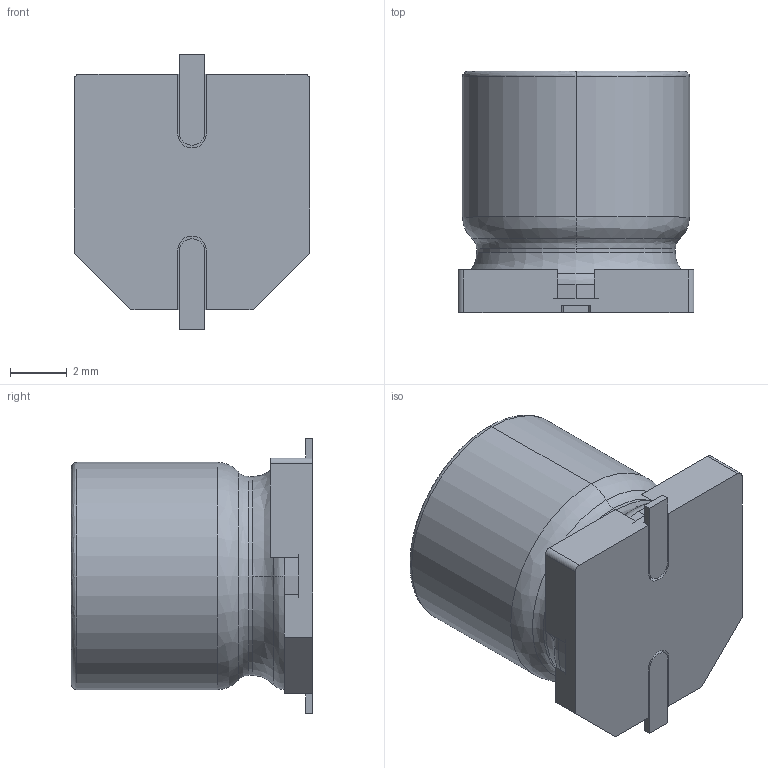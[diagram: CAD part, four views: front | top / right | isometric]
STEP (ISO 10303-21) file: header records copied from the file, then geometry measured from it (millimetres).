
FILE_DESCRIPTION (( 'STEP AP214' ), '1' );
FILE_NAME ('User Library-SMD 8x10.STEP', '2020-07-04T06:36:54', ( '' ), ( '' ), 'SwSTEP 2.0', 'SolidWorks 2020', '' );
FILE_SCHEMA (( 'AUTOMOTIVE_DESIGN' ));
Length unit declared in the file: millimetre
Products named in the file (1): User Library-SMD 8x10
Bounding box: 8.3 x 8.5 x 9.7 mm (x, y, z)
Volume: 427.8 mm3; surface area: 391.2 mm2
Topology: 1 solids, 1 shells, 58 faces, 151 edges, 96 vertices
Faces by surface type: plane 30, cylinder 18, bspline 10
Entity records: 2242 total; most frequent: CARTESIAN_POINT 501, ORIENTED_EDGE 302, DIRECTION 278, EDGE_CURVE 151, VERTEX_POINT 96, AXIS2_PLACEMENT_3D 93, LINE 92, VECTOR 92
